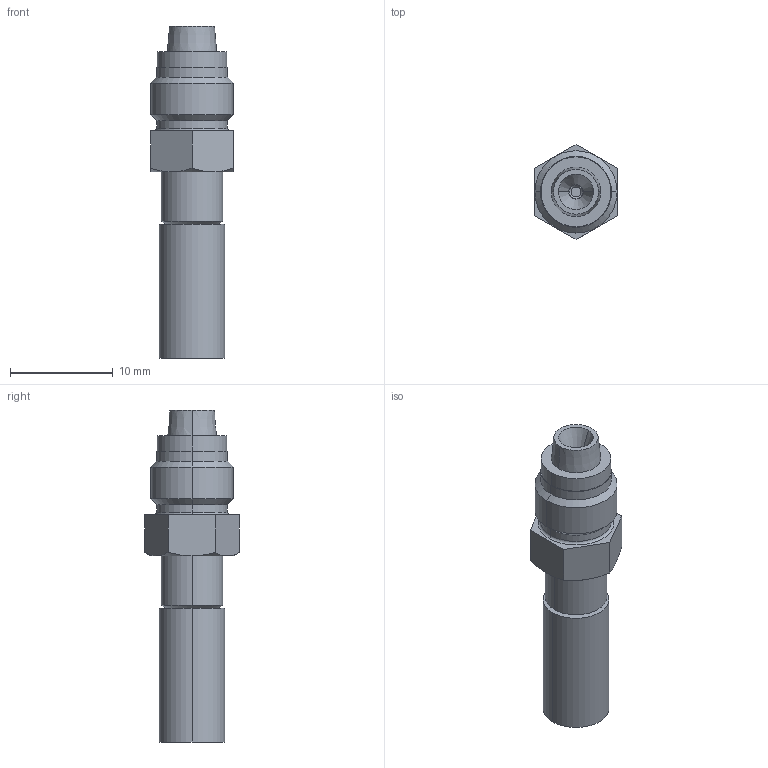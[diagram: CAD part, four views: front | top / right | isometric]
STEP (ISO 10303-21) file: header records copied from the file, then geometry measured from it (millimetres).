
FILE_DESCRIPTION (( 'STEP AP214' ), '1' );
FILE_NAME ('J01701A0007.STEP', '2013-04-25T12:51:10', ( 'Wartung1' ), ( '' ), 'SwSTEP 2.0', 'SolidWorks 2012', '' );
FILE_SCHEMA (( 'AUTOMOTIVE_DESIGN' ));
Length unit declared in the file: millimetre
Products named in the file (1): J01701A0007
Bounding box: 8 x 9.24 x 32.3 mm (x, y, z)
Volume: 963.9 mm3; surface area: 1388.7 mm2
Topology: 1 solids, 1 shells, 96 faces, 210 edges, 130 vertices
Faces by surface type: cylinder 36, plane 30, cone 28, torus 2
Entity records: 3715 total; most frequent: CARTESIAN_POINT 549, DIRECTION 460, ORIENTED_EDGE 420, EDGE_CURVE 210, AXIS2_PLACEMENT_3D 185, VERTEX_POINT 130, EDGE_LOOP 110, FACE_OUTER_BOUND 96
